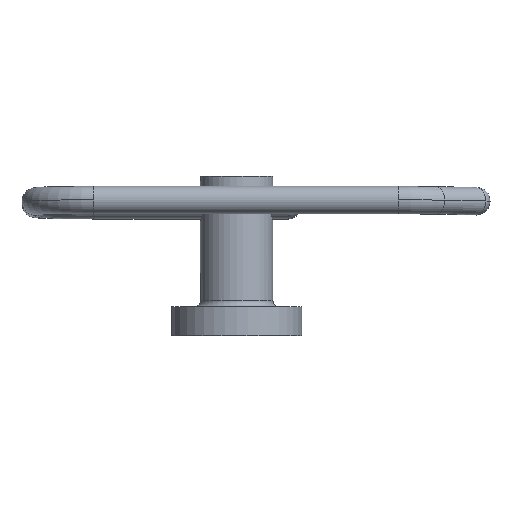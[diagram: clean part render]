
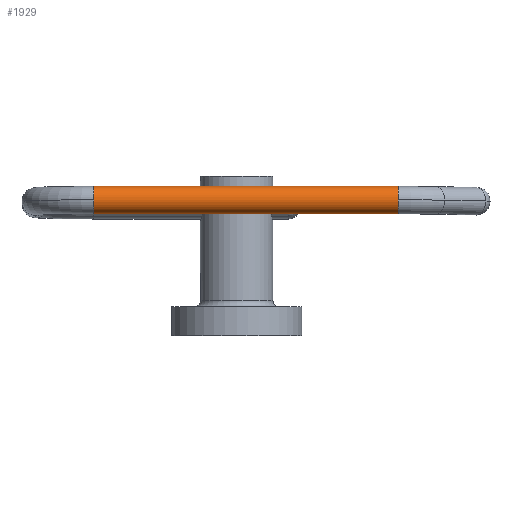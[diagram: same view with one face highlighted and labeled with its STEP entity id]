
A CAD part, front view. The second image highlights one B-rep face of the part: STEP entity #1929.
In plain terms, the highlighted cylindrical face has radius 4.75 mm (diameter 9.5 mm), a partial arc.
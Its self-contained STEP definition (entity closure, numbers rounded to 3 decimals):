
#17 = EDGE_CURVE ( 'NONE', #451, #131, #514, .T. ) ;
#22 = AXIS2_PLACEMENT_3D ( 'NONE', #1871, #1224, #1904 ) ;
#43 = AXIS2_PLACEMENT_3D ( 'NONE', #1875, #1397, #814 ) ;
#71 = VERTEX_POINT ( 'NONE', #1384 ) ;
#84 = FACE_OUTER_BOUND ( 'NONE', #1888, .T. ) ;
#92 = AXIS2_PLACEMENT_3D ( 'NONE', #374, #1785, #1999 ) ;
#115 = VERTEX_POINT ( 'NONE', #1556 ) ;
#131 = VERTEX_POINT ( 'NONE', #1982 ) ;
#144 = VERTEX_POINT ( 'NONE', #1461 ) ;
#319 = DIRECTION ( 'NONE',  ( 0., -0.023, -1. ) ) ;
#374 = CARTESIAN_POINT ( 'NONE',  ( -49.25, -76.48, 46.758 ) ) ;
#385 = EDGE_CURVE ( 'NONE', #71, #496, #1004, .T. ) ;
#419 = DIRECTION ( 'NONE',  ( 1., 0., 0. ) ) ;
#425 = ORIENTED_EDGE ( 'NONE', *, *, #1338, .F. ) ;
#427 = CYLINDRICAL_SURFACE ( 'NONE', #1956, 4.75 ) ;
#451 = VERTEX_POINT ( 'NONE', #1210 ) ;
#496 = VERTEX_POINT ( 'NONE', #1194 ) ;
#502 = ORIENTED_EDGE ( 'NONE', *, *, #1546, .F. ) ;
#514 = LINE ( 'NONE', #696, #1423 ) ;
#572 = ORIENTED_EDGE ( 'NONE', *, *, #385, .T. ) ;
#668 = CARTESIAN_POINT ( 'NONE',  ( -49.25, -76.589, 42.01 ) ) ;
#696 = CARTESIAN_POINT ( 'NONE',  ( -49.25, -76.371, 51.507 ) ) ;
#769 = CARTESIAN_POINT ( 'NONE',  ( -49.25, -76.48, 46.758 ) ) ;
#805 = VECTOR ( 'NONE', #1207, 1000. ) ;
#814 = DIRECTION ( 'NONE',  ( 0., -0.023, -1. ) ) ;
#895 = DIRECTION ( 'NONE',  ( 1., 0., 0. ) ) ;
#1004 = CIRCLE ( 'NONE', #43, 4.75 ) ;
#1133 = DIRECTION ( 'NONE',  ( 0., -0.023, -1. ) ) ;
#1146 = ORIENTED_EDGE ( 'NONE', *, *, #1843, .T. ) ;
#1194 = CARTESIAN_POINT ( 'NONE',  ( 55.739, -81.229, 46.867 ) ) ;
#1200 = ORIENTED_EDGE ( 'NONE', *, *, #17, .F. ) ;
#1207 = DIRECTION ( 'NONE',  ( 1., 0., 0. ) ) ;
#1210 = CARTESIAN_POINT ( 'NONE',  ( -49.25, -76.371, 51.507 ) ) ;
#1219 = CIRCLE ( 'NONE', #92, 4.75 ) ;
#1224 = DIRECTION ( 'NONE',  ( -1., 0., 0. ) ) ;
#1338 = EDGE_CURVE ( 'NONE', #115, #144, #1219, .T. ) ;
#1355 = CIRCLE ( 'NONE', #1903, 4.75 ) ;
#1384 = CARTESIAN_POINT ( 'NONE',  ( 55.739, -76.589, 42.01 ) ) ;
#1397 = DIRECTION ( 'NONE',  ( -1., 0., 0. ) ) ;
#1423 = VECTOR ( 'NONE', #895, 1000. ) ;
#1461 = CARTESIAN_POINT ( 'NONE',  ( -49.25, -81.229, 46.867 ) ) ;
#1497 = EDGE_CURVE ( 'NONE', #496, #131, #1992, .T. ) ;
#1546 = EDGE_CURVE ( 'NONE', #144, #451, #1355, .T. ) ;
#1556 = CARTESIAN_POINT ( 'NONE',  ( -49.25, -76.589, 42.01 ) ) ;
#1557 = LINE ( 'NONE', #668, #805 ) ;
#1722 = CARTESIAN_POINT ( 'NONE',  ( -49.25, -76.48, 46.758 ) ) ;
#1752 = DIRECTION ( 'NONE',  ( -1., 0., 0. ) ) ;
#1785 = DIRECTION ( 'NONE',  ( -1., 0., 0. ) ) ;
#1843 = EDGE_CURVE ( 'NONE', #115, #71, #1557, .T. ) ;
#1871 = CARTESIAN_POINT ( 'NONE',  ( 55.739, -76.48, 46.758 ) ) ;
#1875 = CARTESIAN_POINT ( 'NONE',  ( 55.739, -76.48, 46.758 ) ) ;
#1888 = EDGE_LOOP ( 'NONE', ( #1200, #502, #425, #1146, #572, #2139 ) ) ;
#1903 = AXIS2_PLACEMENT_3D ( 'NONE', #1722, #1752, #319 ) ;
#1904 = DIRECTION ( 'NONE',  ( 0., -0.023, -1. ) ) ;
#1929 = ADVANCED_FACE ( 'NONE', ( #84 ), #427, .T. ) ;
#1956 = AXIS2_PLACEMENT_3D ( 'NONE', #769, #419, #1133 ) ;
#1982 = CARTESIAN_POINT ( 'NONE',  ( 55.739, -76.371, 51.507 ) ) ;
#1992 = CIRCLE ( 'NONE', #22, 4.75 ) ;
#1999 = DIRECTION ( 'NONE',  ( 0., -0.023, -1. ) ) ;
#2139 = ORIENTED_EDGE ( 'NONE', *, *, #1497, .T. ) ;
